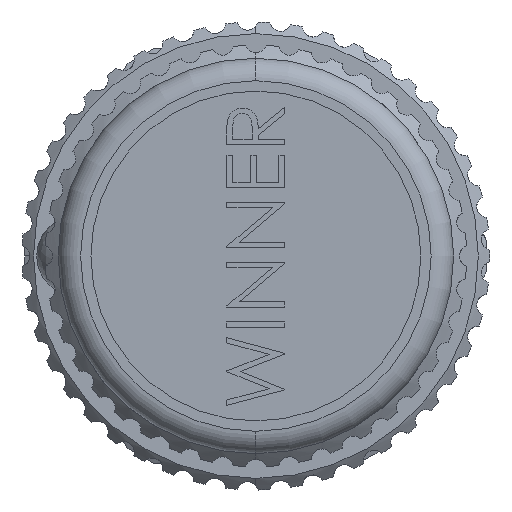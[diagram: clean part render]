
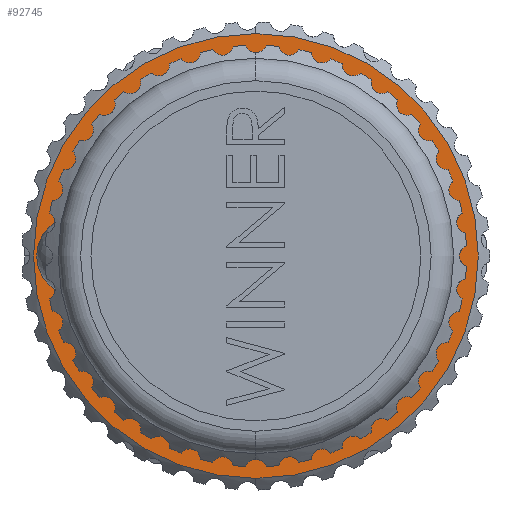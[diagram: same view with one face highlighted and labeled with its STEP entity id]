
A CAD part, left-side view. The second image highlights one B-rep face of the part: STEP entity #92745.
In plain terms, the highlighted planar face has unit normal (-1, 0, 0).
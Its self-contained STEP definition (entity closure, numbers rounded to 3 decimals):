
#536 = CARTESIAN_POINT ( 'NONE',  ( -7.83, 0., -15.3 ) ) ;
#589 = CIRCLE ( 'NONE', #30064, 15.3 ) ;
#2200 = AXIS2_PLACEMENT_3D ( 'NONE', #57492, #3377, #49697 ) ;
#2245 = DIRECTION ( 'NONE',  ( -1., 0., 0. ) ) ;
#2305 = CIRCLE ( 'NONE', #27496, 8.56 ) ;
#3164 = EDGE_LOOP ( 'NONE', ( #32064, #13105 ) ) ;
#3377 = DIRECTION ( 'NONE',  ( -1., 0., 0. ) ) ;
#3785 = DIRECTION ( 'NONE',  ( -1., 0., 0. ) ) ;
#5140 = DIRECTION ( 'NONE',  ( 0., 0., 1. ) ) ;
#5868 = AXIS2_PLACEMENT_3D ( 'NONE', #64671, #3785, #80534 ) ;
#6134 = DIRECTION ( 'NONE',  ( -1., 0., 0. ) ) ;
#6436 = FACE_BOUND ( 'NONE', #3164, .T. ) ;
#13105 = ORIENTED_EDGE ( 'NONE', *, *, #30858, .F. ) ;
#14864 = CIRCLE ( 'NONE', #54336, 8.56 ) ;
#22796 = ORIENTED_EDGE ( 'NONE', *, *, #69985, .T. ) ;
#22912 = ORIENTED_EDGE ( 'NONE', *, *, #89480, .T. ) ;
#27031 = FACE_OUTER_BOUND ( 'NONE', #81313, .T. ) ;
#27496 = AXIS2_PLACEMENT_3D ( 'NONE', #79003, #2245, #64461 ) ;
#30064 = AXIS2_PLACEMENT_3D ( 'NONE', #36916, #6134, #5140 ) ;
#30858 = EDGE_CURVE ( 'NONE', #65644, #63515, #2305, .T. ) ;
#32064 = ORIENTED_EDGE ( 'NONE', *, *, #56811, .F. ) ;
#36916 = CARTESIAN_POINT ( 'NONE',  ( -7.83, 0., 0. ) ) ;
#43915 = VERTEX_POINT ( 'NONE', #54111 ) ;
#46523 = CARTESIAN_POINT ( 'NONE',  ( -7.83, 0., 0. ) ) ;
#49697 = DIRECTION ( 'NONE',  ( 0., 0., 1. ) ) ;
#54111 = CARTESIAN_POINT ( 'NONE',  ( -7.83, 0., 15.3 ) ) ;
#54336 = AXIS2_PLACEMENT_3D ( 'NONE', #46523, #68501, #99910 ) ;
#56811 = EDGE_CURVE ( 'NONE', #63515, #65644, #14864, .T. ) ;
#57492 = CARTESIAN_POINT ( 'NONE',  ( -7.83, 0., 0. ) ) ;
#60973 = CIRCLE ( 'NONE', #5868, 15.3 ) ;
#62752 = CARTESIAN_POINT ( 'NONE',  ( -7.83, 0., 8.56 ) ) ;
#63451 = VERTEX_POINT ( 'NONE', #536 ) ;
#63515 = VERTEX_POINT ( 'NONE', #62752 ) ;
#64461 = DIRECTION ( 'NONE',  ( 0., 0., 1. ) ) ;
#64671 = CARTESIAN_POINT ( 'NONE',  ( -7.83, 0., 0. ) ) ;
#65644 = VERTEX_POINT ( 'NONE', #73905 ) ;
#68501 = DIRECTION ( 'NONE',  ( -1., 0., 0. ) ) ;
#69985 = EDGE_CURVE ( 'NONE', #43915, #63451, #589, .T. ) ;
#73905 = CARTESIAN_POINT ( 'NONE',  ( -7.83, 0., -8.56 ) ) ;
#79003 = CARTESIAN_POINT ( 'NONE',  ( -7.83, 0., 0. ) ) ;
#80534 = DIRECTION ( 'NONE',  ( 0., 0., 1. ) ) ;
#81313 = EDGE_LOOP ( 'NONE', ( #22912, #22796 ) ) ;
#88222 = PLANE ( 'NONE',  #2200 ) ;
#89480 = EDGE_CURVE ( 'NONE', #63451, #43915, #60973, .T. ) ;
#92745 = ADVANCED_FACE ( 'NONE', ( #6436, #27031 ), #88222, .T. ) ;
#99910 = DIRECTION ( 'NONE',  ( 0., 0., 1. ) ) ;
